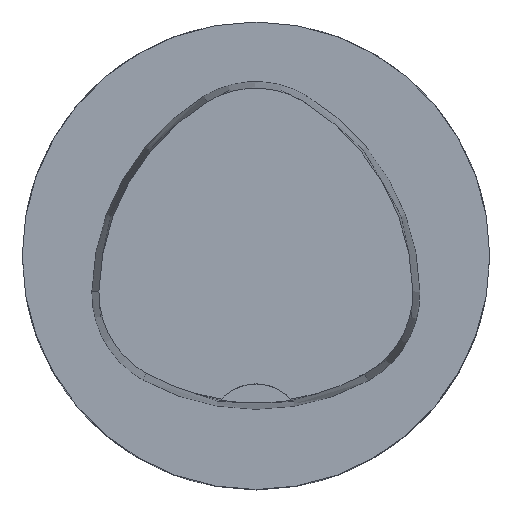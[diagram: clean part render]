
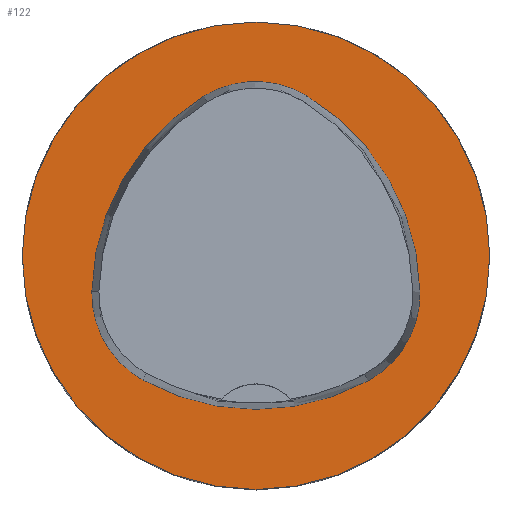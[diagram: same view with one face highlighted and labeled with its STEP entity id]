
A CAD part, top view. The second image highlights one B-rep face of the part: STEP entity #122.
In plain terms, the highlighted planar face has unit normal (0, 0, 1).
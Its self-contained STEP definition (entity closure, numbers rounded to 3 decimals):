
#46=FACE_BOUND('',#187,.T.);
#47=FACE_BOUND('',#188,.T.);
#122=ADVANCED_FACE('',(#46,#47),#143,.T.);
#143=PLANE('',#490);
#187=EDGE_LOOP('',(#252,#253,#254,#255,#256,#257));
#188=EDGE_LOOP('',(#258));
#252=ORIENTED_EDGE('',*,*,#379,.T.);
#253=ORIENTED_EDGE('',*,*,#359,.T.);
#254=ORIENTED_EDGE('',*,*,#363,.T.);
#255=ORIENTED_EDGE('',*,*,#366,.T.);
#256=ORIENTED_EDGE('',*,*,#369,.T.);
#257=ORIENTED_EDGE('',*,*,#377,.T.);
#258=ORIENTED_EDGE('',*,*,#382,.F.);
#322=VERTEX_POINT('',#674);
#323=VERTEX_POINT('',#675);
#326=VERTEX_POINT('',#683);
#328=VERTEX_POINT('',#689);
#330=VERTEX_POINT('',#695);
#337=VERTEX_POINT('',#716);
#338=VERTEX_POINT('',#726);
#359=EDGE_CURVE('',#322,#323,#412,.T.);
#363=EDGE_CURVE('',#323,#326,#414,.T.);
#366=EDGE_CURVE('',#326,#328,#416,.T.);
#369=EDGE_CURVE('',#328,#330,#418,.T.);
#377=EDGE_CURVE('',#330,#337,#422,.T.);
#379=EDGE_CURVE('',#337,#322,#424,.T.);
#382=EDGE_CURVE('',#338,#338,#427,.T.);
#412=CIRCLE('',#467,20.);
#414=CIRCLE('',#470,8.5);
#416=CIRCLE('',#473,20.);
#418=CIRCLE('',#476,8.5);
#422=CIRCLE('',#481,20.);
#424=CIRCLE('',#484,8.5);
#427=CIRCLE('',#489,20.);
#467=AXIS2_PLACEMENT_3D('',#673,#533,#534);
#470=AXIS2_PLACEMENT_3D('',#682,#541,#542);
#473=AXIS2_PLACEMENT_3D('',#688,#548,#549);
#476=AXIS2_PLACEMENT_3D('',#694,#555,#556);
#481=AXIS2_PLACEMENT_3D('',#717,#567,#568);
#484=AXIS2_PLACEMENT_3D('',#720,#573,#574);
#489=AXIS2_PLACEMENT_3D('',#725,#583,#584);
#490=AXIS2_PLACEMENT_3D('',#727,#585,#586);
#533=DIRECTION('',(0.,0.,-1.));
#534=DIRECTION('',(-1.,0.,0.));
#541=DIRECTION('',(0.,0.,-1.));
#542=DIRECTION('',(-1.,0.,0.));
#548=DIRECTION('',(0.,0.,-1.));
#549=DIRECTION('',(-1.,0.,0.));
#555=DIRECTION('',(0.,0.,-1.));
#556=DIRECTION('',(-1.,0.,0.));
#567=DIRECTION('',(0.,0.,-1.));
#568=DIRECTION('',(-1.,0.,0.));
#573=DIRECTION('',(0.,0.,-1.));
#574=DIRECTION('',(-1.,0.,0.));
#583=DIRECTION('',(0.,0.,-1.));
#584=DIRECTION('',(-1.,0.,0.));
#585=DIRECTION('',(0.,0.,1.));
#586=DIRECTION('',(1.,0.,0.));
#673=CARTESIAN_POINT('',(5.955,-3.414,0.));
#674=CARTESIAN_POINT('',(-14.041,-3.042,0.));
#675=CARTESIAN_POINT('',(-4.472,13.653,0.));
#682=CARTESIAN_POINT('',(-0.04,6.4,0.));
#683=CARTESIAN_POINT('',(4.347,13.68,0.));
#688=CARTESIAN_POINT('',(-5.976,-3.45,0.));
#689=CARTESIAN_POINT('',(14.021,-3.075,0.));
#694=CARTESIAN_POINT('',(5.522,-3.235,0.));
#695=CARTESIAN_POINT('',(9.588,-10.699,0.));
#716=CARTESIAN_POINT('',(-9.655,-10.639,0.));
#717=CARTESIAN_POINT('',(0.022,6.864,0.));
#720=CARTESIAN_POINT('',(-5.543,-3.2,0.));
#725=CARTESIAN_POINT('',(0.,0.,0.));
#726=CARTESIAN_POINT('',(-20.,0.,0.));
#727=CARTESIAN_POINT('',(0.,0.,0.));
